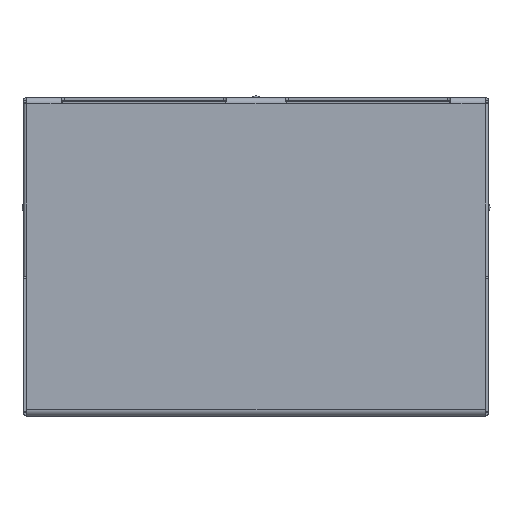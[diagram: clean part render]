
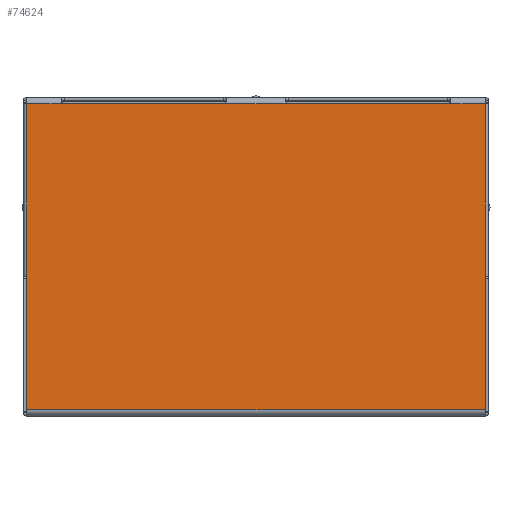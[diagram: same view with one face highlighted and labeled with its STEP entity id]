
A CAD part, left-side view. The second image highlights one B-rep face of the part: STEP entity #74624.
In plain terms, the highlighted planar face has unit normal (-1, 0, 0).
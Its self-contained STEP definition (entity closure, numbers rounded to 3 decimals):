
#69084=DIRECTION('',(0.,-1.,0.));
#69085=VECTOR('',#69084,30.4);
#69086=CARTESIAN_POINT('',(-18.874,30.844,
-20.788));
#69087=LINE('',#69086,#69085);
#69092=DIRECTION('',(0.,0.,-1.));
#69093=VECTOR('',#69092,8.85);
#69094=CARTESIAN_POINT('',(-18.874,0.444,
-11.938));
#69095=LINE('',#69094,#69093);
#69100=DIRECTION('',(0.,0.,1.));
#69101=VECTOR('',#69100,8.85);
#69102=CARTESIAN_POINT('',(-18.874,30.844,
-20.788));
#69103=LINE('',#69102,#69101);
#69181=DIRECTION('',(0.,0.,-1.));
#69182=VECTOR('',#69181,11.45);
#69183=CARTESIAN_POINT('',(-18.874,30.844,
-0.488));
#69184=LINE('',#69183,#69182);
#69245=DIRECTION('',(0.,-1.,0.));
#69246=VECTOR('',#69245,10.55);
#69247=CARTESIAN_POINT('',(-18.874,28.344,
-0.488));
#69248=LINE('',#69247,#69246);
#69303=DIRECTION('',(0.,-1.,0.));
#69304=VECTOR('',#69303,10.55);
#69305=CARTESIAN_POINT('',(-18.874,13.494,
-0.488));
#69306=LINE('',#69305,#69304);
#69406=DIRECTION('',(0.,0.,1.));
#69407=VECTOR('',#69406,11.45);
#69408=CARTESIAN_POINT('',(-18.874,0.444,
-11.938));
#69409=LINE('',#69408,#69407);
#69461=DIRECTION('',(0.,1.,0.));
#69462=VECTOR('',#69461,2.5);
#69463=CARTESIAN_POINT('',(-18.874,0.444,
-0.488));
#69464=LINE('',#69463,#69462);
#69788=DIRECTION('',(0.,1.,0.));
#69789=VECTOR('',#69788,4.3);
#69790=CARTESIAN_POINT('',(-18.874,13.494,
-0.488));
#69791=LINE('',#69790,#69789);
#69824=DIRECTION('',(0.,1.,0.));
#69825=VECTOR('',#69824,2.5);
#69826=CARTESIAN_POINT('',(-18.874,28.344,
-0.488));
#69827=LINE('',#69826,#69825);
#70692=CARTESIAN_POINT('',(-18.874,30.844,
-20.788));
#70693=VERTEX_POINT('',#70692);
#70712=CARTESIAN_POINT('',(-18.874,0.444,
-11.938));
#70713=VERTEX_POINT('',#70712);
#70714=CARTESIAN_POINT('',(-18.874,0.444,
-20.788));
#70715=VERTEX_POINT('',#70714);
#71126=CARTESIAN_POINT('',(-18.874,0.444,
-0.488));
#71127=VERTEX_POINT('',#71126);
#71128=CARTESIAN_POINT('',(-18.874,2.944,
-0.488));
#71129=VERTEX_POINT('',#71128);
#71130=CARTESIAN_POINT('',(-18.874,13.494,
-0.488));
#71131=VERTEX_POINT('',#71130);
#71132=CARTESIAN_POINT('',(-18.874,17.794,
-0.488));
#71133=VERTEX_POINT('',#71132);
#71134=CARTESIAN_POINT('',(-18.874,28.344,
-0.488));
#71135=VERTEX_POINT('',#71134);
#71136=CARTESIAN_POINT('',(-18.874,30.844,
-0.488));
#71137=VERTEX_POINT('',#71136);
#71138=CARTESIAN_POINT('',(-18.874,30.844,
-11.938));
#71139=VERTEX_POINT('',#71138);
#74599=CARTESIAN_POINT('',(-18.874,15.644,
-10.638));
#74600=DIRECTION('',(1.,0.,0.));
#74601=DIRECTION('',(0.,-1.,0.));
#74602=AXIS2_PLACEMENT_3D('',#74599,#74600,#74601);
#74603=PLANE('',#74602);
#74604=ORIENTED_EDGE('',*,*,#74591,.F.);
#74606=ORIENTED_EDGE('',*,*,#74605,.T.);
#74608=ORIENTED_EDGE('',*,*,#74607,.F.);
#74610=ORIENTED_EDGE('',*,*,#74609,.F.);
#74612=ORIENTED_EDGE('',*,*,#74611,.T.);
#74614=ORIENTED_EDGE('',*,*,#74613,.F.);
#74616=ORIENTED_EDGE('',*,*,#74615,.T.);
#74618=ORIENTED_EDGE('',*,*,#74617,.F.);
#74620=ORIENTED_EDGE('',*,*,#74619,.F.);
#74621=ORIENTED_EDGE('',*,*,#72257,.T.);
#74622=EDGE_LOOP('',(#74604,#74606,#74608,#74610,#74612,#74614,#74616,#74618,
#74620,#74621));
#74623=FACE_OUTER_BOUND('',#74622,.F.);
#74624=ADVANCED_FACE('',(#74623),#74603,.F.);
#72257=EDGE_CURVE('',#70713,#70715,#69095,.T.);
#74591=EDGE_CURVE('',#70693,#70715,#69087,.T.);
#74605=EDGE_CURVE('',#70693,#71139,#69103,.T.);
#74607=EDGE_CURVE('',#71137,#71139,#69184,.T.);
#74609=EDGE_CURVE('',#71135,#71137,#69827,.T.);
#74611=EDGE_CURVE('',#71135,#71133,#69248,.T.);
#74613=EDGE_CURVE('',#71131,#71133,#69791,.T.);
#74615=EDGE_CURVE('',#71131,#71129,#69306,.T.);
#74617=EDGE_CURVE('',#71127,#71129,#69464,.T.);
#74619=EDGE_CURVE('',#70713,#71127,#69409,.T.);
